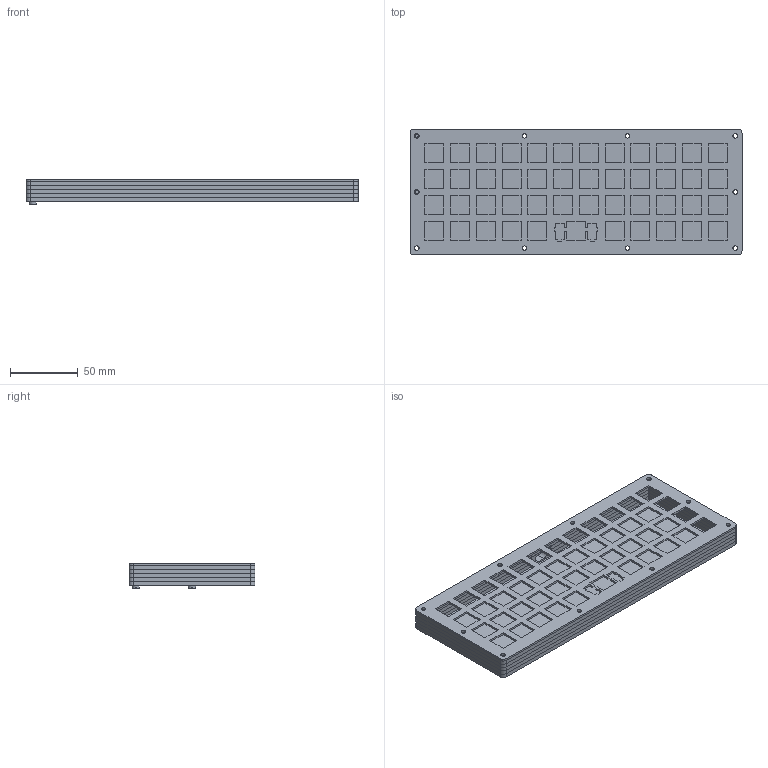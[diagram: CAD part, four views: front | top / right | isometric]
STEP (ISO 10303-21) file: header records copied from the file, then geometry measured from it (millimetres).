
FILE_DESCRIPTION(/* description */ (''),/* implementation_level */ '2;1');
FILE_NAME(/* name */ 'Assembly.stp',/* time_stamp */ '2023-12-03T14:47:11+01:00',/* author */ ('matti'),/* organization */ (''),/* preprocessor_version */ 'ST-DEVELOPER v18.1',/* originating_system */ 'Autodesk Inventor 2022',/* authorisation */ '');
FILE_SCHEMA (('AUTOMOTIVE_DESIGN { 1 0 10303 214 3 1 1 }'));
Length unit declared in the file: millimetre
Products named in the file (10): Assembly; plate; -1; -2; -3; -4; bottom; CSN 02 1131 - M3 x 6; CSN 02 1131 - M3 x 8; 3Dprintedhub
Assembly tree (10 placements, depth 2):
  Assembly
    plate
    -1
    -2
    -3
    -4
    bottom
    CSN 02 1131 - M3 x 6
    CSN 02 1131 - M3 x 8
    3Dprintedhub  x2
Bounding box: 245.55 x 93.15 x 18.5 mm (x, y, z)
Volume: 160624.4 mm3; surface area: 146185.6 mm2
Topology: 10 solids, 10 shells, 644 faces, 1862 edges, 1240 vertices
Faces by surface type: plane 556, cylinder 78, cone 6, torus 4
Full cylindrical faces by diameter (mm): 2.693 x2, 3 x2, 3.4 x20
Entity records: 21488 total; most frequent: CARTESIAN_POINT 3804, ORIENTED_EDGE 3676, DIRECTION 3302, EDGE_CURVE 1838, LINE 1650, VECTOR 1650, VERTEX_POINT 1224, EDGE_LOOP 852
